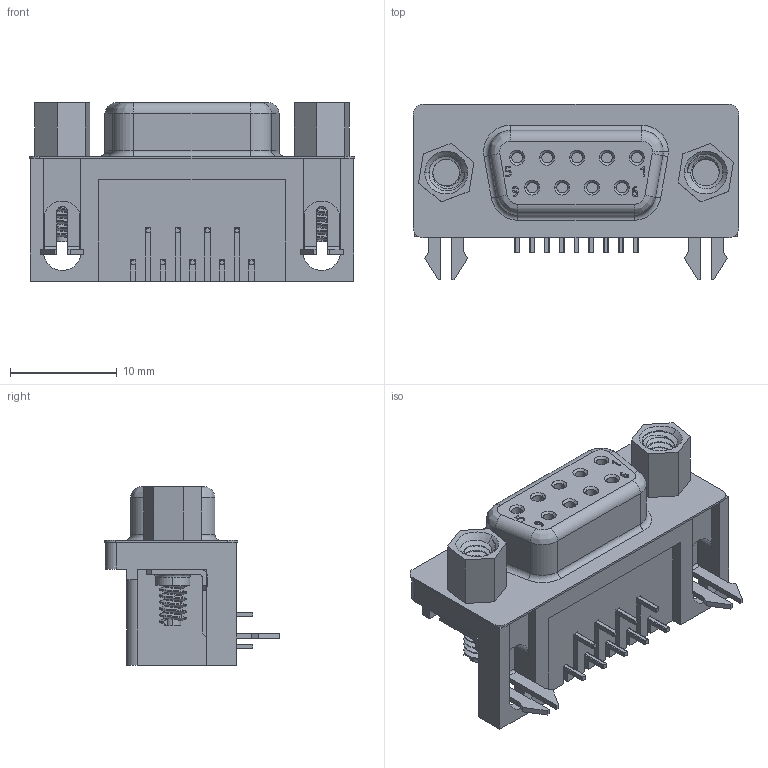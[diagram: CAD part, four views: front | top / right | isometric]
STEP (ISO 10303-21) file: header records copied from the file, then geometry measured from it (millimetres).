
FILE_DESCRIPTION(('FreeCAD Model'),'2;1');
FILE_NAME('DB-9FF.step', '2018-06-29T16:04:05',('kicad StepUp'),('ksu MCAD'), 'Open CASCADE STEP processor 6.8','FreeCAD','Unknown');
FILE_SCHEMA(('AUTOMOTIVE_DESIGN_CC2 { 1 2 10303 214 -1 1 5 4 }'));
Length unit declared in the file: millimetre
Products named in the file (1): DB-9F
Bounding box: 30.5 x 16.4 x 16.7 mm (x, y, z)
Volume: 3344.8 mm3; surface area: 3333.2 mm2
Topology: 3 solids, 4 shells, 631 faces, 1648 edges, 1023 vertices
Faces by surface type: plane 292, cylinder 191, bspline 83, cone 60, torus 5
Entity records: 30569 total; most frequent: CARTESIAN_POINT 11700, ORIENTED_EDGE 3224, DIRECTION 2691, EDGE_CURVE 1612, VERTEX_POINT 1023, LINE 989, VECTOR 989, AXIS2_PLACEMENT_3D 851
